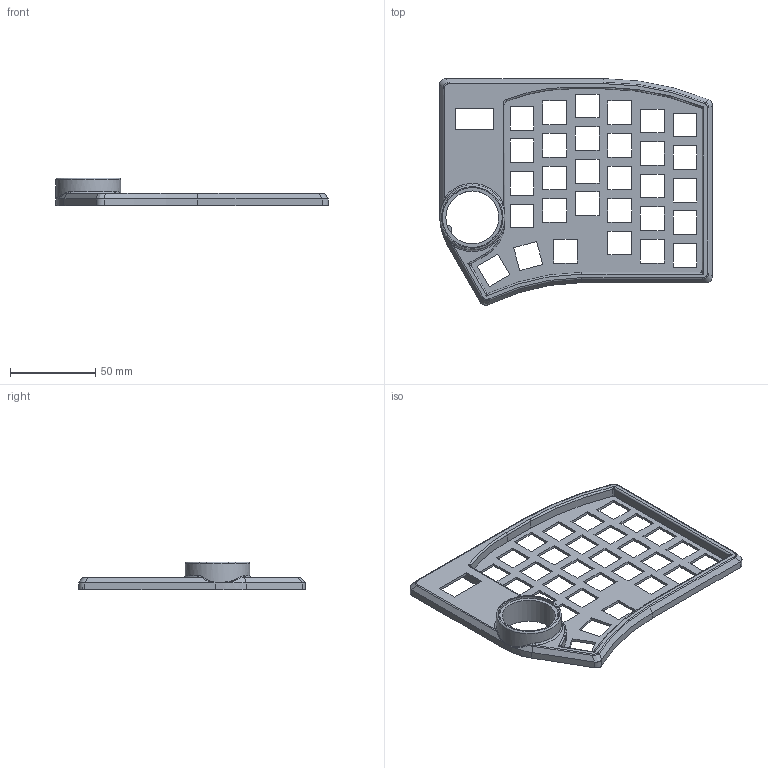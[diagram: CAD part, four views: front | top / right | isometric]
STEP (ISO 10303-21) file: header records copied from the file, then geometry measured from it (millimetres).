
FILE_DESCRIPTION(/* description */ (''),/* implementation_level */ '2;1');
FILE_NAME(/* name */ 'Plate_TP_R.step',/* time_stamp */ '2022-05-21T01:15:09+01:00',/* author */ (''),/* organization */ (''),/* preprocessor_version */ 'ST-DEVELOPER v18.1',/* originating_system */ 'Autodesk Translation Framework v10.14.0.1471',/* authorisation */ '');
FILE_SCHEMA (('AUTOMOTIVE_DESIGN { 1 0 10303 214 3 1 1 }'));
Length unit declared in the file: millimetre
Products named in the file (4): Cantaloupe_Case; LHS; RHS; Plate_TP_R
Assembly tree (3 placements, depth 3):
  Cantaloupe_Case
    LHS
    RHS
      Plate_TP_R
Bounding box: 159.47 x 132.64 x 16.3 mm (x, y, z)
Volume: 46544.5 mm3; surface area: 35948.7 mm2
Topology: 1 solids, 1 shells, 324 faces, 853 edges, 549 vertices
Faces by surface type: plane 242, cylinder 48, bspline 20, torus 11, cone 3
Full cylindrical faces by diameter (mm): 2.2 x11, 31 x1, 35 x1, 38 x1
Entity records: 10676 total; most frequent: CARTESIAN_POINT 2522, ORIENTED_EDGE 1694, DIRECTION 1556, EDGE_CURVE 847, LINE 678, VECTOR 678, VERTEX_POINT 549, AXIS2_PLACEMENT_3D 439
